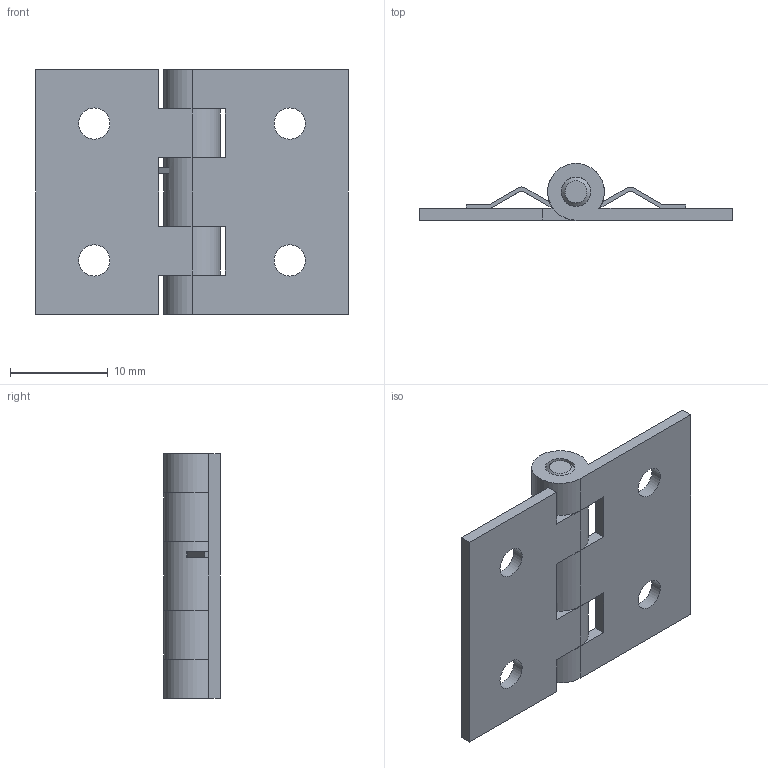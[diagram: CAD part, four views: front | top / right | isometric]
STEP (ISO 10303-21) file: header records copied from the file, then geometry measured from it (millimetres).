
FILE_DESCRIPTION( ( 'STEP AP203' ), '1' );
FILE_NAME( 'HHSP25.stp', '2020-01-06T11:07:47', ( '' ), ( '' ), ' ', 'PARTsolutions', ' ' );
FILE_SCHEMA( ( 'CONFIG_CONTROL_DESIGN' ) );
Length unit declared in the file: millimetre
Products named in the file (4): HHSP25; _HHSP25-LEAF1; _HHSP25-LEAF2; _HHSP25-PIN
Assembly tree (3 placements, depth 2):
  HHSP25
    _HHSP25-LEAF1
    _HHSP25-LEAF2
    _HHSP25-PIN
Bounding box: 32 x 5.8 x 25 mm (x, y, z)
Volume: 1434 mm3; surface area: 2623.2 mm2
Topology: 3 solids, 3 shells, 63 faces, 171 edges, 114 vertices
Faces by surface type: plane 42, cylinder 19, cone 2
Full cylindrical faces by diameter (mm): 3 x6, 3.2 x4
Entity records: 2070 total; most frequent: DIRECTION 333, CARTESIAN_POINT 332, ORIENTED_EDGE 310, EDGE_CURVE 155, AXIS2_PLACEMENT_3D 111, LINE 111, VECTOR 111, VERTEX_POINT 110
